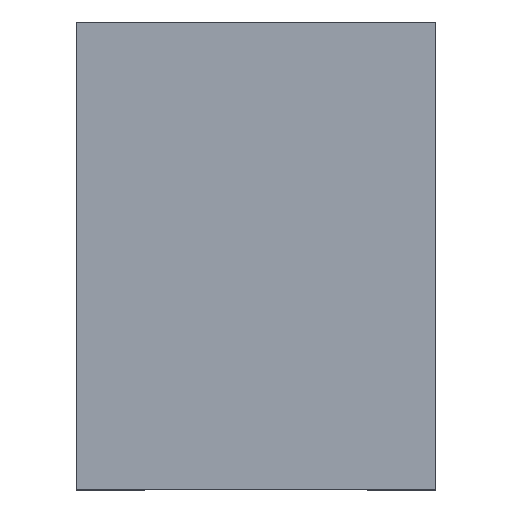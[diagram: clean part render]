
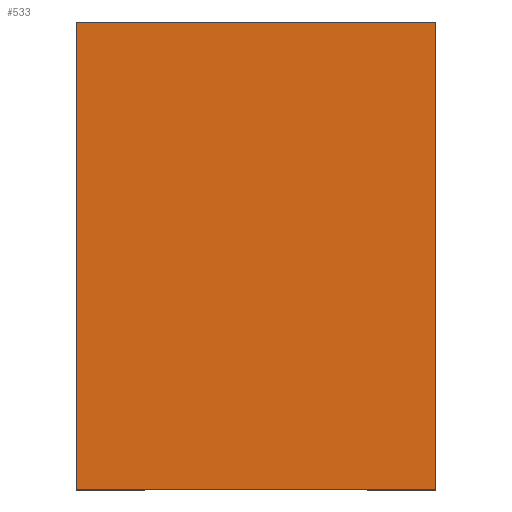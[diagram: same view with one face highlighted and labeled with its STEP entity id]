
A CAD part, top view. The second image highlights one B-rep face of the part: STEP entity #533.
In plain terms, the highlighted planar face has unit normal (0, 0, 1).
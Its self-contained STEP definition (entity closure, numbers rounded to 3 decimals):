
#32 = VERTEX_POINT('',#33);
#33 = CARTESIAN_POINT('',(-5.,-6.5,7.));
#39 = EDGE_CURVE('',#32,#40,#42,.T.);
#40 = VERTEX_POINT('',#41);
#41 = CARTESIAN_POINT('',(-5.,6.5,7.));
#42 = LINE('',#43,#44);
#43 = CARTESIAN_POINT('',(-5.,-6.5,7.));
#44 = VECTOR('',#45,1.);
#45 = DIRECTION('',(0.,1.,0.));
#492 = EDGE_CURVE('',#40,#493,#495,.T.);
#493 = VERTEX_POINT('',#494);
#494 = CARTESIAN_POINT('',(5.,6.5,7.));
#495 = LINE('',#496,#497);
#496 = CARTESIAN_POINT('',(-5.,6.5,7.));
#497 = VECTOR('',#498,1.);
#498 = DIRECTION('',(1.,0.,0.));
#533 = ADVANCED_FACE('',(#534),#552,.T.);
#534 = FACE_BOUND('',#535,.F.);
#535 = EDGE_LOOP('',(#536,#537,#538,#546));
#536 = ORIENTED_EDGE('',*,*,#39,.T.);
#537 = ORIENTED_EDGE('',*,*,#492,.T.);
#538 = ORIENTED_EDGE('',*,*,#539,.T.);
#539 = EDGE_CURVE('',#493,#540,#542,.T.);
#540 = VERTEX_POINT('',#541);
#541 = CARTESIAN_POINT('',(5.,-6.5,7.));
#542 = LINE('',#543,#544);
#543 = CARTESIAN_POINT('',(5.,6.5,7.));
#544 = VECTOR('',#545,1.);
#545 = DIRECTION('',(0.,-1.,0.));
#546 = ORIENTED_EDGE('',*,*,#547,.T.);
#547 = EDGE_CURVE('',#540,#32,#548,.T.);
#548 = LINE('',#549,#550);
#549 = CARTESIAN_POINT('',(5.,-6.5,7.));
#550 = VECTOR('',#551,1.);
#551 = DIRECTION('',(-1.,0.,0.));
#552 = PLANE('',#553);
#553 = AXIS2_PLACEMENT_3D('',#554,#555,#556);
#554 = CARTESIAN_POINT('',(0.,0.,7.));
#555 = DIRECTION('',(0.,0.,1.));
#556 = DIRECTION('',(1.,0.,0.));
